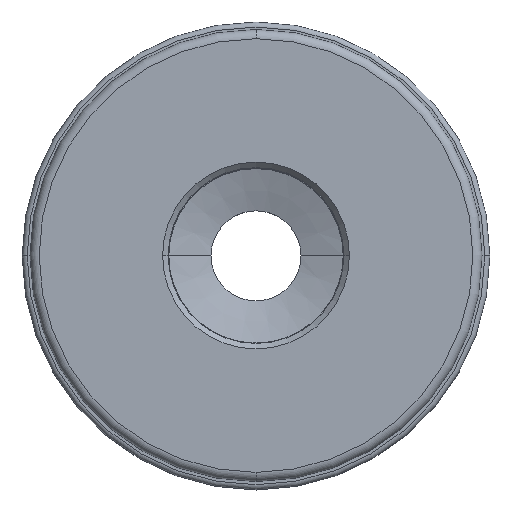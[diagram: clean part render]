
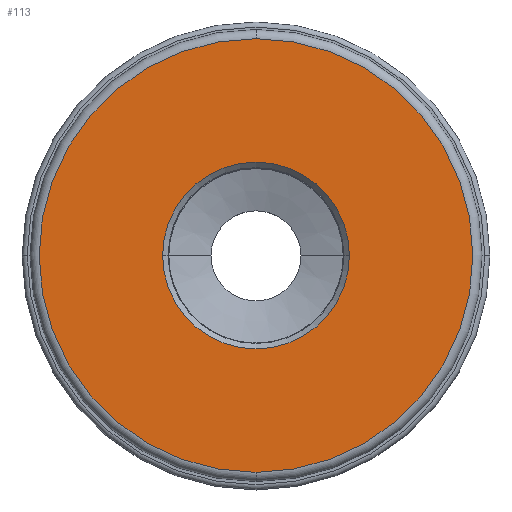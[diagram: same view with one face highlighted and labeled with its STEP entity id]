
A CAD part, top view. The second image highlights one B-rep face of the part: STEP entity #113.
In plain terms, the highlighted planar face has unit normal (0, 0, 1).
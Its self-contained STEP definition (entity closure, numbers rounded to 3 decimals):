
#78=PLANE('',#1218);
#87=FACE_BOUND('',#250,.T.);
#88=FACE_BOUND('',#251,.T.);
#113=ADVANCED_FACE('',(#87,#88),#78,.F.);
#250=EDGE_LOOP('',(#364,#365,#366,#367));
#251=EDGE_LOOP('',(#368,#369,#370,#371));
#364=ORIENTED_EDGE('',*,*,#728,.F.);
#365=ORIENTED_EDGE('',*,*,#729,.T.);
#366=ORIENTED_EDGE('',*,*,#730,.T.);
#367=ORIENTED_EDGE('',*,*,#731,.T.);
#368=ORIENTED_EDGE('',*,*,#732,.T.);
#369=ORIENTED_EDGE('',*,*,#733,.T.);
#370=ORIENTED_EDGE('',*,*,#734,.T.);
#371=ORIENTED_EDGE('',*,*,#735,.T.);
#618=VERTEX_POINT('',#1855);
#619=VERTEX_POINT('',#1856);
#620=VERTEX_POINT('',#1858);
#621=VERTEX_POINT('',#1860);
#622=VERTEX_POINT('',#1863);
#623=VERTEX_POINT('',#1864);
#624=VERTEX_POINT('',#1866);
#625=VERTEX_POINT('',#1868);
#728=EDGE_CURVE('',#618,#619,#873,.T.);
#729=EDGE_CURVE('',#618,#620,#874,.T.);
#730=EDGE_CURVE('',#620,#621,#875,.T.);
#731=EDGE_CURVE('',#621,#619,#876,.T.);
#732=EDGE_CURVE('',#622,#623,#877,.T.);
#733=EDGE_CURVE('',#623,#624,#878,.T.);
#734=EDGE_CURVE('',#624,#625,#879,.T.);
#735=EDGE_CURVE('',#625,#622,#880,.T.);
#873=CIRCLE('',#1210,47.1);
#874=CIRCLE('',#1211,47.1);
#875=CIRCLE('',#1212,47.1);
#876=CIRCLE('',#1213,47.1);
#877=CIRCLE('',#1214,20.285);
#878=CIRCLE('',#1215,20.285);
#879=CIRCLE('',#1216,20.285);
#880=CIRCLE('',#1217,20.285);
#1210=AXIS2_PLACEMENT_3D('',#1854,#1467,#1468);
#1211=AXIS2_PLACEMENT_3D('',#1857,#1469,#1470);
#1212=AXIS2_PLACEMENT_3D('',#1859,#1471,#1472);
#1213=AXIS2_PLACEMENT_3D('',#1861,#1473,#1474);
#1214=AXIS2_PLACEMENT_3D('',#1862,#1475,#1476);
#1215=AXIS2_PLACEMENT_3D('',#1865,#1477,#1478);
#1216=AXIS2_PLACEMENT_3D('',#1867,#1479,#1480);
#1217=AXIS2_PLACEMENT_3D('',#1869,#1481,#1482);
#1218=AXIS2_PLACEMENT_3D('',#1870,#1483,#1484);
#1467=DIRECTION('',(0.,0.,-1.));
#1468=DIRECTION('',(0.,-1.,0.));
#1469=DIRECTION('',(0.,0.,1.));
#1470=DIRECTION('',(0.,1.,0.));
#1471=DIRECTION('',(0.,0.,1.));
#1472=DIRECTION('',(0.,1.,0.));
#1473=DIRECTION('',(0.,0.,1.));
#1474=DIRECTION('',(0.,-1.,0.));
#1475=DIRECTION('',(0.,0.,-1.));
#1476=DIRECTION('',(0.,-1.,0.));
#1477=DIRECTION('',(0.,0.,-1.));
#1478=DIRECTION('',(-1.,0.,0.));
#1479=DIRECTION('',(0.,0.,-1.));
#1480=DIRECTION('',(0.,1.,0.));
#1481=DIRECTION('',(0.,0.,-1.));
#1482=DIRECTION('',(1.,0.,0.));
#1483=DIRECTION('',(0.,0.,-1.));
#1484=DIRECTION('',(0.,-1.,0.));
#1854=CARTESIAN_POINT('',(0.,0.,0.));
#1855=CARTESIAN_POINT('',(0.,47.1,0.));
#1856=CARTESIAN_POINT('',(0.015,-47.1,0.));
#1857=CARTESIAN_POINT('',(0.,0.,0.));
#1858=CARTESIAN_POINT('',(-0.015,47.1,0.));
#1859=CARTESIAN_POINT('',(0.,0.,0.));
#1860=CARTESIAN_POINT('',(0.,-47.1,0.));
#1861=CARTESIAN_POINT('',(0.,0.,0.));
#1862=CARTESIAN_POINT('',(0.,0.,0.));
#1863=CARTESIAN_POINT('',(0.,-20.285,0.));
#1864=CARTESIAN_POINT('',(-20.285,0.,0.));
#1865=CARTESIAN_POINT('',(0.,0.,0.));
#1866=CARTESIAN_POINT('',(0.,20.285,0.));
#1867=CARTESIAN_POINT('',(0.,0.,0.));
#1868=CARTESIAN_POINT('',(20.285,0.,0.));
#1869=CARTESIAN_POINT('',(0.,0.,0.));
#1870=CARTESIAN_POINT('',(0.,0.,0.));
